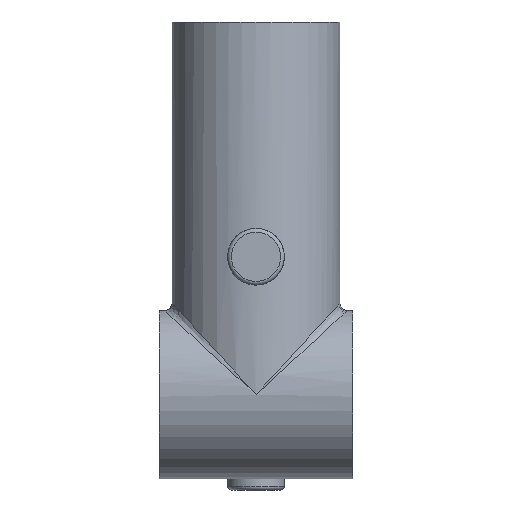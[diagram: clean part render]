
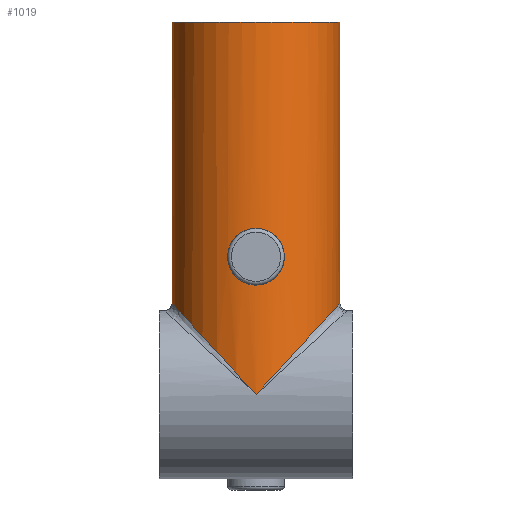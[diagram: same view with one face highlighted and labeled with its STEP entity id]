
A CAD part, front view. The second image highlights one B-rep face of the part: STEP entity #1019.
In plain terms, the highlighted cylindrical face has radius 14.351 mm (diameter 28.702 mm), a partial arc.
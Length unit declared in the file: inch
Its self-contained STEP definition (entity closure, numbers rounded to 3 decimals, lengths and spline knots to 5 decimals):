
#49=FACE_BOUND('',#353,.T.);
#81=CIRCLE('',#1130,0.565);
#128=LINE('',#2261,#201);
#129=LINE('',#2264,#202);
#201=VECTOR('',#1345,0.3937);
#202=VECTOR('',#1348,0.3937);
#255=CYLINDRICAL_SURFACE('',#1129,0.565);
#293=FACE_OUTER_BOUND('',#352,.T.);
#352=EDGE_LOOP('',(#810,#811,#812,#813,#814));
#353=EDGE_LOOP('',(#815));
#382=ELLIPSE('',#1061,0.83513,0.565);
#383=ELLIPSE('',#1062,0.83513,0.565);
#411=B_SPLINE_CURVE_WITH_KNOTS('',3,(#2139,#2140,#2141,#2142,#2143,#2144,
#2145,#2146,#2147,#2148,#2149,#2150,#2151,#2152,#2153,#2154,#2155,#2156,
#2157,#2158,#2159,#2160,#2161,#2162,#2163,#2164,#2165,#2166,#2167,#2168,
#2169,#2170,#2171,#2172),.UNSPECIFIED.,.T.,.F.,(4,2,2,2,2,2,2,2,2,2,2,2,
2,2,2,2,4),(0.,0.18339,0.36678,0.55008,0.73338,
0.91668,1.09998,1.28337,1.46676,1.65014,
1.83353,2.01683,2.20013,2.38343,2.56673,
2.75012,2.93351),.UNSPECIFIED.);
#413=VERTEX_POINT('',#1514);
#415=VERTEX_POINT('',#1541);
#417=VERTEX_POINT('',#1580);
#459=VERTEX_POINT('',#2138);
#477=VERTEX_POINT('',#2260);
#478=VERTEX_POINT('',#2262);
#517=EDGE_CURVE('',#415,#413,#382,.T.);
#519=EDGE_CURVE('',#417,#415,#383,.T.);
#577=EDGE_CURVE('',#459,#459,#411,.T.);
#604=EDGE_CURVE('',#417,#477,#128,.T.);
#605=EDGE_CURVE('',#478,#477,#81,.T.);
#606=EDGE_CURVE('',#413,#478,#129,.T.);
#810=ORIENTED_EDGE('',*,*,#519,.F.);
#811=ORIENTED_EDGE('',*,*,#604,.T.);
#812=ORIENTED_EDGE('',*,*,#605,.F.);
#813=ORIENTED_EDGE('',*,*,#606,.F.);
#814=ORIENTED_EDGE('',*,*,#517,.F.);
#815=ORIENTED_EDGE('',*,*,#577,.T.);
#1019=ADVANCED_FACE('',(#293,#49),#255,.T.);
#1061=AXIS2_PLACEMENT_3D('',#1543,#1180,#1181);
#1062=AXIS2_PLACEMENT_3D('',#1606,#1182,#1183);
#1129=AXIS2_PLACEMENT_3D('',#2259,#1343,#1344);
#1130=AXIS2_PLACEMENT_3D('',#2263,#1346,#1347);
#1180=DIRECTION('center_axis',(-0.736,0.,-0.677));
#1181=DIRECTION('ref_axis',(-0.677,0.,0.736));
#1182=DIRECTION('center_axis',(0.736,0.,-0.677));
#1183=DIRECTION('ref_axis',(0.677,0.,0.736));
#1343=DIRECTION('center_axis',(0.,0.,1.));
#1344=DIRECTION('ref_axis',(1.,0.,0.));
#1345=DIRECTION('',(0.,0.,1.));
#1346=DIRECTION('center_axis',(0.,0.,1.));
#1347=DIRECTION('ref_axis',(1.,0.,0.));
#1348=DIRECTION('',(0.,0.,1.));
#1514=CARTESIAN_POINT('',(-0.5634,-0.0425,0.61326));
#1541=CARTESIAN_POINT('',(0.,-0.565,0.));
#1543=CARTESIAN_POINT('Origin',(0.,0.,0.));
#1580=CARTESIAN_POINT('',(0.5634,-0.0425,0.61326));
#1606=CARTESIAN_POINT('Origin',(0.,0.,0.));
#2138=CARTESIAN_POINT('',(-0.19,-0.53209,0.925));
#2139=CARTESIAN_POINT('Ctrl Pts',(-0.19,-0.53209,0.925));
#2140=CARTESIAN_POINT('Ctrl Pts',(-0.19,-0.53209,0.94907));
#2141=CARTESIAN_POINT('Ctrl Pts',(-0.18515,-0.5339,
0.9746));
#2142=CARTESIAN_POINT('Ctrl Pts',(-0.16571,-0.54025,
1.02134));
#2143=CARTESIAN_POINT('Ctrl Pts',(-0.15112,-0.54469,
1.04258));
#2144=CARTESIAN_POINT('Ctrl Pts',(-0.11759,-0.5529,
1.07611));
#2145=CARTESIAN_POINT('Ctrl Pts',(-0.09635,-0.55722,
1.0907));
#2146=CARTESIAN_POINT('Ctrl Pts',(-0.04959,-0.56331,
1.11015));
#2147=CARTESIAN_POINT('Ctrl Pts',(-0.02406,-0.565,1.115));
#2148=CARTESIAN_POINT('Ctrl Pts',(0.02406,-0.565,1.115));
#2149=CARTESIAN_POINT('Ctrl Pts',(0.04959,-0.56331,
1.11015));
#2150=CARTESIAN_POINT('Ctrl Pts',(0.09635,-0.55722,
1.0907));
#2151=CARTESIAN_POINT('Ctrl Pts',(0.11759,-0.5529,1.07611));
#2152=CARTESIAN_POINT('Ctrl Pts',(0.15112,-0.54469,
1.04258));
#2153=CARTESIAN_POINT('Ctrl Pts',(0.16571,-0.54025,
1.02134));
#2154=CARTESIAN_POINT('Ctrl Pts',(0.18515,-0.5339,
0.9746));
#2155=CARTESIAN_POINT('Ctrl Pts',(0.19,-0.53209,0.94907));
#2156=CARTESIAN_POINT('Ctrl Pts',(0.19,-0.53209,0.90093));
#2157=CARTESIAN_POINT('Ctrl Pts',(0.18515,-0.5339,
0.8754));
#2158=CARTESIAN_POINT('Ctrl Pts',(0.16571,-0.54025,
0.82866));
#2159=CARTESIAN_POINT('Ctrl Pts',(0.15112,-0.54469,
0.80742));
#2160=CARTESIAN_POINT('Ctrl Pts',(0.11759,-0.5529,0.77389));
#2161=CARTESIAN_POINT('Ctrl Pts',(0.09635,-0.55722,
0.7593));
#2162=CARTESIAN_POINT('Ctrl Pts',(0.04959,-0.56331,
0.73985));
#2163=CARTESIAN_POINT('Ctrl Pts',(0.02406,-0.565,0.735));
#2164=CARTESIAN_POINT('Ctrl Pts',(-0.02406,-0.565,0.735));
#2165=CARTESIAN_POINT('Ctrl Pts',(-0.04959,-0.56331,
0.73985));
#2166=CARTESIAN_POINT('Ctrl Pts',(-0.09635,-0.55722,
0.7593));
#2167=CARTESIAN_POINT('Ctrl Pts',(-0.11759,-0.5529,
0.77389));
#2168=CARTESIAN_POINT('Ctrl Pts',(-0.15112,-0.54469,
0.80742));
#2169=CARTESIAN_POINT('Ctrl Pts',(-0.16571,-0.54025,
0.82866));
#2170=CARTESIAN_POINT('Ctrl Pts',(-0.18515,-0.5339,
0.8754));
#2171=CARTESIAN_POINT('Ctrl Pts',(-0.19,-0.53209,0.90093));
#2172=CARTESIAN_POINT('Ctrl Pts',(-0.19,-0.53209,0.925));
#2259=CARTESIAN_POINT('Origin',(0.,0.,0.));
#2260=CARTESIAN_POINT('',(0.5634,-0.0425,2.5));
#2261=CARTESIAN_POINT('',(0.5634,-0.0425,0.));
#2262=CARTESIAN_POINT('',(-0.5634,-0.0425,2.5));
#2263=CARTESIAN_POINT('Origin',(0.,0.,2.5));
#2264=CARTESIAN_POINT('',(-0.5634,-0.0425,0.));
